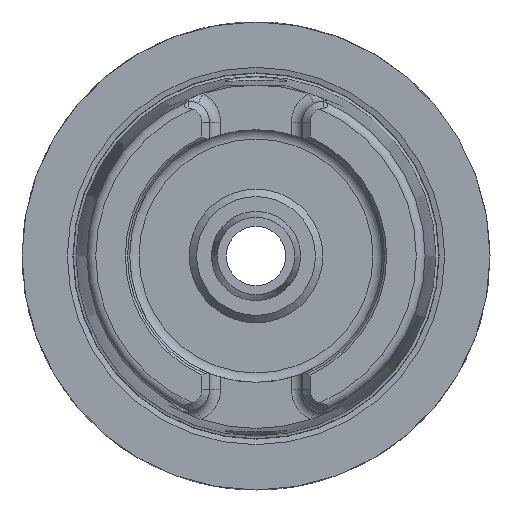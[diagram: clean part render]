
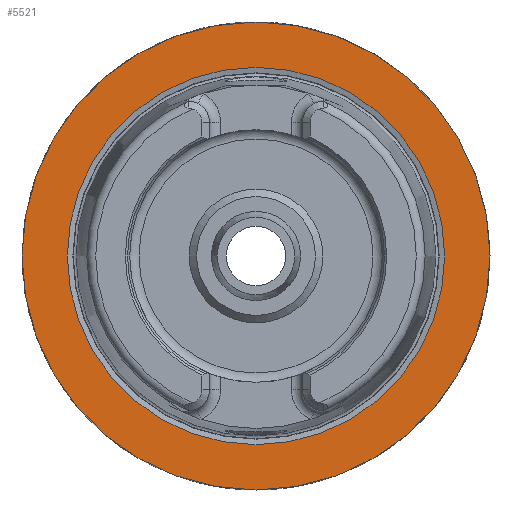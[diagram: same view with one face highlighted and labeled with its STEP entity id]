
A CAD part, left-side view. The second image highlights one B-rep face of the part: STEP entity #5521.
In plain terms, the highlighted planar face has unit normal (-1, 0, 0).
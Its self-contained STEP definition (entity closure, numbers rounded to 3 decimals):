
#4791=CARTESIAN_POINT('',(0.0,31.5,0.0));
#4792=VERTEX_POINT('',#4791);
#4793=CARTESIAN_POINT('',(0.0,0.0,0.0));
#4794=DIRECTION('',(1.0,0.0,0.0));
#4795=DIRECTION('',(0.0,1.0,0.0));
#4796=AXIS2_PLACEMENT_3D('',#4793,#4794,#4795);
#4797=CIRCLE('',#4796,31.5);
#4798=EDGE_CURVE('',#4792,#4792,#4797,.T.);
#5495=CARTESIAN_POINT('',(0.0,25.4,0.0));
#5496=VERTEX_POINT('',#5495);
#5497=CARTESIAN_POINT('',(0.0,0.0,0.0));
#5498=DIRECTION('',(1.0,0.0,0.0));
#5499=DIRECTION('',(0.0,1.0,0.0));
#5500=AXIS2_PLACEMENT_3D('',#5497,#5498,#5499);
#5501=CIRCLE('',#5500,25.4);
#5502=EDGE_CURVE('',#5496,#5496,#5501,.T.);
#5510=CARTESIAN_POINT('',(0.0,28.45,0.0));
#5511=DIRECTION('',(-1.0,0.0,0.0));
#5512=DIRECTION('',(0.0,0.0,1.0));
#5513=AXIS2_PLACEMENT_3D('',#5510,#5511,#5512);
#5514=PLANE('',#5513);
#5515=ORIENTED_EDGE('',*,*,#4798,.F.);
#5516=EDGE_LOOP('',(#5515));
#5517=FACE_OUTER_BOUND('',#5516,.T.);
#5518=ORIENTED_EDGE('',*,*,#5502,.T.);
#5519=EDGE_LOOP('',(#5518));
#5520=FACE_BOUND('',#5519,.T.);
#5521=ADVANCED_FACE('',(#5517,#5520),#5514,.T.);
